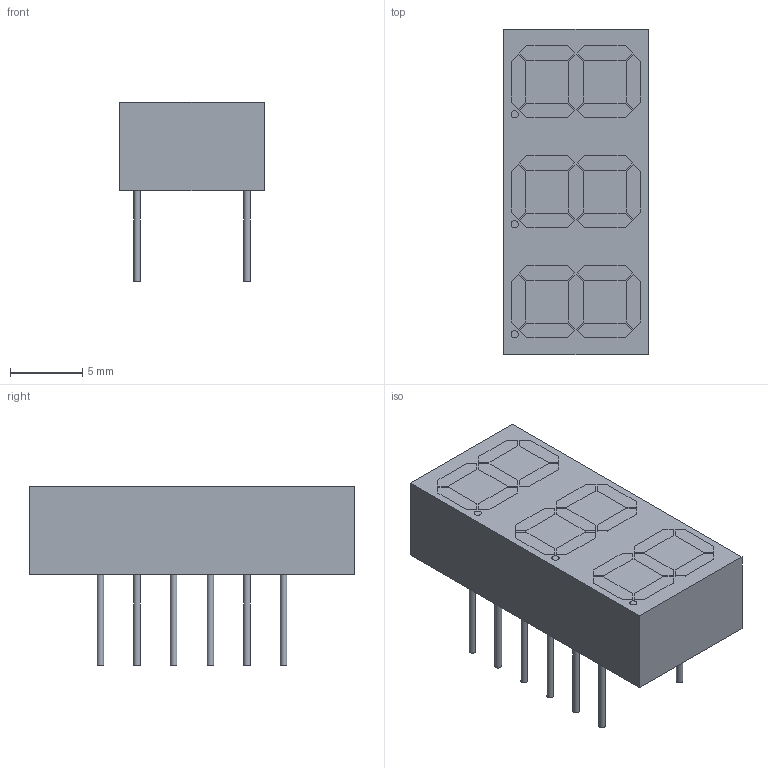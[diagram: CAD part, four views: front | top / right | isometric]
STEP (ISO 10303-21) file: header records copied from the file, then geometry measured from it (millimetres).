
FILE_DESCRIPTION(('FreeCAD Model'),'2;1');
FILE_NAME('Open CASCADE Shape Model','2024-03-26T16:21:23',('Author'),( ''),'Open CASCADE STEP processor 7.6','FreeCAD','Unknown');
FILE_SCHEMA(('AUTOMOTIVE_DESIGN { 1 0 10303 214 1 1 1 1 }'));
Length unit declared in the file: millimetre
Products named in the file (38): Unnamed; Extrude016; Extrude018; Extrude019; Extrude020; Extrude021; Extrude022; Extrude023; Extrude024; Extrude025; Extrude015; Extrude012; Extrude013; Extrude014; Extrude009; Extrude010; Extrude011; Extrude006; Extrude007; Extrude005; Extrude; Extrude001; Extrude002; Extrude003; Extrude004; Pin010; Pin011; Pin012; Pin009; Pin008; Pin007; Pin002; Pin003; Pin004; Pin005; Pin006; Pin001; Kuutio
Assembly tree (37 placements, depth 2):
  Unnamed
    Extrude016
    Extrude018
    Extrude019
    Extrude020
    Extrude021
    Extrude022
    Extrude023
    Extrude024
    Extrude025
    Extrude015
    Extrude012
    Extrude013
    Extrude014
    Extrude009
    Extrude010
    Extrude011
    Extrude006
    Extrude007
    Extrude005
    Extrude
    Extrude001
    Extrude002
    Extrude003
    Extrude004
    Pin010
    Pin011
    Pin012
    Pin009
    Pin008
    Pin007
    Pin002
    Pin003
    Pin004
    Pin005
    Pin006
    Pin001
    Kuutio
Bounding box: 10 x 22.53 x 12.42 mm (x, y, z)
Volume: 1456.7 mm3; surface area: 1282 mm2
Topology: 37 solids, 37 shells, 219 faces, 435 edges, 290 vertices
Faces by surface type: plane 204, cylinder 15
Full cylindrical faces by diameter (mm): 0.45 x1, 0.46 x11, 0.5 x3
Entity records: 6580 total; most frequent: CARTESIAN_POINT 982, DIRECTION 979, ORIENTED_EDGE 870, EDGE_CURVE 435, LINE 405, VECTOR 405, VERTEX_POINT 290, AXIS2_PLACEMENT_3D 287
